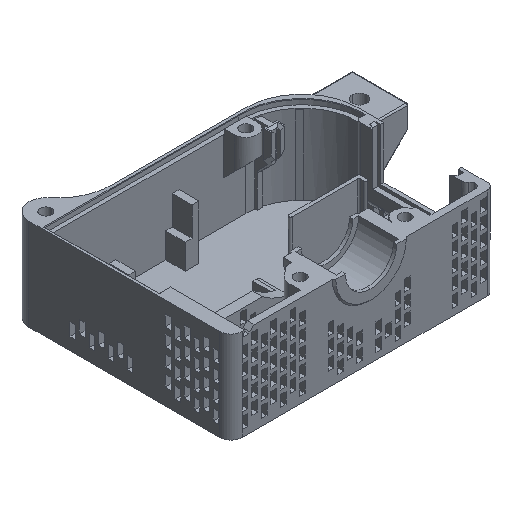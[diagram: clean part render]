
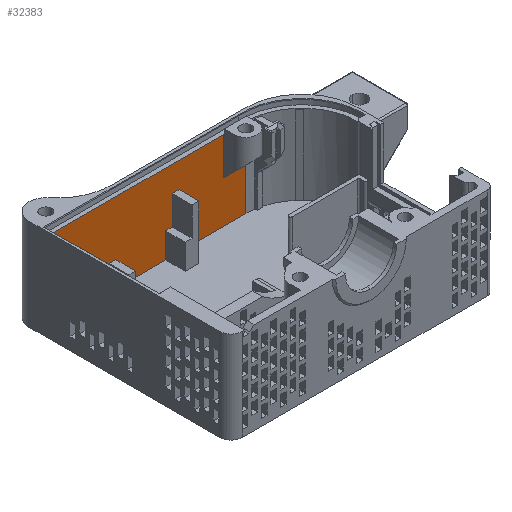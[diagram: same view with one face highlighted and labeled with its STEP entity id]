
A CAD part, isometric view. The second image highlights one B-rep face of the part: STEP entity #32383.
In plain terms, the highlighted planar face has unit normal (0, -1, 0).
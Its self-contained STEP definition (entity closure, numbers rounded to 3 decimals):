
#472 = DIRECTION ( 'NONE',  ( 0., 0., -1. ) ) ;
#498 = CARTESIAN_POINT ( 'NONE',  ( 14., 66., -15.3 ) ) ;
#635 = CARTESIAN_POINT ( 'NONE',  ( -6.55, 66., -21.35 ) ) ;
#919 = VECTOR ( 'NONE', #33574, 1000. ) ;
#1381 = VERTEX_POINT ( 'NONE', #635 ) ;
#1501 = EDGE_CURVE ( 'NONE', #6972, #5265, #25853, .T. ) ;
#1733 = VECTOR ( 'NONE', #14220, 1000. ) ;
#1899 = VECTOR ( 'NONE', #14189, 1000. ) ;
#2421 = EDGE_CURVE ( 'NONE', #10607, #31020, #24001, .T. ) ;
#2517 = VECTOR ( 'NONE', #25800, 1000. ) ;
#2761 = CARTESIAN_POINT ( 'NONE',  ( -44.45, 66., -21.35 ) ) ;
#2784 = ORIENTED_EDGE ( 'NONE', *, *, #23482, .T. ) ;
#5089 = ORIENTED_EDGE ( 'NONE', *, *, #22460, .F. ) ;
#5265 = VERTEX_POINT ( 'NONE', #8223 ) ;
#5546 = VERTEX_POINT ( 'NONE', #22989 ) ;
#5757 = VERTEX_POINT ( 'NONE', #22245 ) ;
#5764 = DIRECTION ( 'NONE',  ( 0., 0., -1. ) ) ;
#6064 = EDGE_CURVE ( 'NONE', #20639, #13631, #11206, .T. ) ;
#6190 = ORIENTED_EDGE ( 'NONE', *, *, #27230, .F. ) ;
#6398 = DIRECTION ( 'NONE',  ( 0., 0., -1. ) ) ;
#6410 = DIRECTION ( 'NONE',  ( 0., 0., -1. ) ) ;
#6544 = VECTOR ( 'NONE', #5764, 1000. ) ;
#6610 = CARTESIAN_POINT ( 'NONE',  ( -1.75, 66., -11. ) ) ;
#6646 = CARTESIAN_POINT ( 'NONE',  ( -6.55, 66., 0. ) ) ;
#6972 = VERTEX_POINT ( 'NONE', #6610 ) ;
#7376 = VECTOR ( 'NONE', #32285, 1000. ) ;
#7443 = CARTESIAN_POINT ( 'NONE',  ( -24.3, 66., -21.35 ) ) ;
#7544 = ORIENTED_EDGE ( 'NONE', *, *, #23762, .F. ) ;
#7675 = EDGE_CURVE ( 'NONE', #29890, #32217, #33141, .T. ) ;
#8095 = VECTOR ( 'NONE', #472, 1000. ) ;
#8223 = CARTESIAN_POINT ( 'NONE',  ( -1.75, 66., -30.3 ) ) ;
#8403 = LINE ( 'NONE', #30374, #8095 ) ;
#8522 = LINE ( 'NONE', #13757, #25671 ) ;
#8541 = EDGE_CURVE ( 'NONE', #5757, #17017, #30319, .T. ) ;
#9105 = CARTESIAN_POINT ( 'NONE',  ( 14., 66., 0. ) ) ;
#9222 = CARTESIAN_POINT ( 'NONE',  ( 0., 66., -30.3 ) ) ;
#9229 = DIRECTION ( 'NONE',  ( 0., 0., 1. ) ) ;
#10607 = VERTEX_POINT ( 'NONE', #19273 ) ;
#10765 = CARTESIAN_POINT ( 'NONE',  ( 22., 66., -15.3 ) ) ;
#10923 = ORIENTED_EDGE ( 'NONE', *, *, #13927, .F. ) ;
#11206 = LINE ( 'NONE', #33351, #25556 ) ;
#11243 = CARTESIAN_POINT ( 'NONE',  ( 0., 66., -15.3 ) ) ;
#11705 = CARTESIAN_POINT ( 'NONE',  ( -4.15, 66., 0. ) ) ;
#11844 = VECTOR ( 'NONE', #6410, 1000. ) ;
#11970 = EDGE_CURVE ( 'NONE', #1381, #10607, #25043, .T. ) ;
#12182 = VERTEX_POINT ( 'NONE', #32220 ) ;
#12278 = CARTESIAN_POINT ( 'NONE',  ( -46.85, 66., -1.9 ) ) ;
#12958 = CARTESIAN_POINT ( 'NONE',  ( -4.15, 66., -21.35 ) ) ;
#13481 = VERTEX_POINT ( 'NONE', #30075 ) ;
#13631 = VERTEX_POINT ( 'NONE', #15097 ) ;
#13757 = CARTESIAN_POINT ( 'NONE',  ( 0., 66., -21.35 ) ) ;
#13927 = EDGE_CURVE ( 'NONE', #12182, #5546, #8403, .T. ) ;
#13937 = VERTEX_POINT ( 'NONE', #10765 ) ;
#14173 = VECTOR ( 'NONE', #15126, 1000. ) ;
#14189 = DIRECTION ( 'NONE',  ( -1., 0., 0. ) ) ;
#14220 = DIRECTION ( 'NONE',  ( 0., 0., -1. ) ) ;
#14365 = ORIENTED_EDGE ( 'NONE', *, *, #1501, .T. ) ;
#14733 = FACE_OUTER_BOUND ( 'NONE', #24118, .T. ) ;
#14772 = VECTOR ( 'NONE', #6398, 1000. ) ;
#15097 = CARTESIAN_POINT ( 'NONE',  ( 14., 66., -1.9 ) ) ;
#15126 = DIRECTION ( 'NONE',  ( 0., 0., 1. ) ) ;
#15297 = CARTESIAN_POINT ( 'NONE',  ( -24.3, 66., -30.3 ) ) ;
#15626 = ORIENTED_EDGE ( 'NONE', *, *, #8541, .T. ) ;
#15757 = ORIENTED_EDGE ( 'NONE', *, *, #22992, .F. ) ;
#16138 = VECTOR ( 'NONE', #21697, 1000. ) ;
#16480 = VECTOR ( 'NONE', #32766, 1000. ) ;
#16547 = CARTESIAN_POINT ( 'NONE',  ( 0., 66., -11. ) ) ;
#16697 = CARTESIAN_POINT ( 'NONE',  ( -4.15, 66., -11. ) ) ;
#17017 = VERTEX_POINT ( 'NONE', #2761 ) ;
#17425 = CARTESIAN_POINT ( 'NONE',  ( 0., 66., 0. ) ) ;
#17859 = LINE ( 'NONE', #31548, #24356 ) ;
#18002 = LINE ( 'NONE', #29187, #14173 ) ;
#18743 = EDGE_CURVE ( 'NONE', #29890, #6972, #35653, .T. ) ;
#18757 = VECTOR ( 'NONE', #26083, 1000. ) ;
#19273 = CARTESIAN_POINT ( 'NONE',  ( -6.55, 66., -30.3 ) ) ;
#20322 = PLANE ( 'NONE',  #32544 ) ;
#20639 = VERTEX_POINT ( 'NONE', #12278 ) ;
#21595 = CARTESIAN_POINT ( 'NONE',  ( 22., 66., -15.3 ) ) ;
#21697 = DIRECTION ( 'NONE',  ( 1., 0., 0. ) ) ;
#22245 = CARTESIAN_POINT ( 'NONE',  ( -46.85, 66., -21.35 ) ) ;
#22460 = EDGE_CURVE ( 'NONE', #32217, #1381, #29501, .T. ) ;
#22593 = LINE ( 'NONE', #11243, #919 ) ;
#22737 = DIRECTION ( 'NONE',  ( 1., 0., 0. ) ) ;
#22987 = ORIENTED_EDGE ( 'NONE', *, *, #29213, .F. ) ;
#22989 = CARTESIAN_POINT ( 'NONE',  ( -26.7, 66., -30.3 ) ) ;
#22992 = EDGE_CURVE ( 'NONE', #13937, #25030, #32218, .T. ) ;
#23132 = VERTEX_POINT ( 'NONE', #498 ) ;
#23170 = ORIENTED_EDGE ( 'NONE', *, *, #11970, .F. ) ;
#23304 = CARTESIAN_POINT ( 'NONE',  ( 22., 66., -30.3 ) ) ;
#23482 = EDGE_CURVE ( 'NONE', #17017, #13481, #30903, .T. ) ;
#23518 = EDGE_CURVE ( 'NONE', #13631, #23132, #31080, .T. ) ;
#23762 = EDGE_CURVE ( 'NONE', #30322, #12182, #8522, .T. ) ;
#23871 = ORIENTED_EDGE ( 'NONE', *, *, #23518, .F. ) ;
#24001 = LINE ( 'NONE', #34985, #7376 ) ;
#24118 = EDGE_LOOP ( 'NONE', ( #30624, #29474, #15626, #2784, #33786, #10923, #7544, #6190, #30504, #23170, #5089, #27918, #29353, #14365, #22987, #15757, #35095, #23871 ) ) ;
#24356 = VECTOR ( 'NONE', #9229, 1000. ) ;
#24577 = CARTESIAN_POINT ( 'NONE',  ( 0., 66., -21.35 ) ) ;
#24581 = DIRECTION ( 'NONE',  ( -1., 0., 0. ) ) ;
#24662 = LINE ( 'NONE', #33105, #1899 ) ;
#25030 = VERTEX_POINT ( 'NONE', #23304 ) ;
#25043 = LINE ( 'NONE', #6646, #1733 ) ;
#25556 = VECTOR ( 'NONE', #22737, 1000. ) ;
#25671 = VECTOR ( 'NONE', #24581, 1000. ) ;
#25691 = CARTESIAN_POINT ( 'NONE',  ( -44.45, 66., 0. ) ) ;
#25800 = DIRECTION ( 'NONE',  ( -1., 0., 0. ) ) ;
#25853 = LINE ( 'NONE', #31067, #14772 ) ;
#26083 = DIRECTION ( 'NONE',  ( -1., 0., 0. ) ) ;
#26620 = CARTESIAN_POINT ( 'NONE',  ( 0., 66., -21.35 ) ) ;
#27230 = EDGE_CURVE ( 'NONE', #31020, #30322, #17859, .T. ) ;
#27918 = ORIENTED_EDGE ( 'NONE', *, *, #7675, .F. ) ;
#28603 = DIRECTION ( 'NONE',  ( 0., 1., 0. ) ) ;
#28655 = EDGE_CURVE ( 'NONE', #5546, #13481, #24662, .T. ) ;
#29187 = CARTESIAN_POINT ( 'NONE',  ( -46.85, 66., 0. ) ) ;
#29213 = EDGE_CURVE ( 'NONE', #25030, #5265, #34077, .T. ) ;
#29353 = ORIENTED_EDGE ( 'NONE', *, *, #18743, .T. ) ;
#29474 = ORIENTED_EDGE ( 'NONE', *, *, #33480, .F. ) ;
#29501 = LINE ( 'NONE', #26620, #18757 ) ;
#29890 = VERTEX_POINT ( 'NONE', #16697 ) ;
#30075 = CARTESIAN_POINT ( 'NONE',  ( -44.45, 66., -30.3 ) ) ;
#30255 = VECTOR ( 'NONE', #34145, 1000. ) ;
#30319 = LINE ( 'NONE', #24577, #16138 ) ;
#30322 = VERTEX_POINT ( 'NONE', #7443 ) ;
#30374 = CARTESIAN_POINT ( 'NONE',  ( -26.7, 66., 0. ) ) ;
#30504 = ORIENTED_EDGE ( 'NONE', *, *, #2421, .F. ) ;
#30624 = ORIENTED_EDGE ( 'NONE', *, *, #6064, .F. ) ;
#30903 = LINE ( 'NONE', #25691, #11844 ) ;
#31020 = VERTEX_POINT ( 'NONE', #15297 ) ;
#31067 = CARTESIAN_POINT ( 'NONE',  ( -1.75, 66., 0. ) ) ;
#31080 = LINE ( 'NONE', #9105, #30255 ) ;
#31295 = DIRECTION ( 'NONE',  ( 0., 0., -1. ) ) ;
#31389 = VECTOR ( 'NONE', #32567, 1000. ) ;
#31548 = CARTESIAN_POINT ( 'NONE',  ( -24.3, 66., 0. ) ) ;
#32217 = VERTEX_POINT ( 'NONE', #12958 ) ;
#32218 = LINE ( 'NONE', #21595, #31389 ) ;
#32220 = CARTESIAN_POINT ( 'NONE',  ( -26.7, 66., -21.35 ) ) ;
#32285 = DIRECTION ( 'NONE',  ( -1., 0., 0. ) ) ;
#32383 = ADVANCED_FACE ( 'NONE', ( #14733 ), #20322, .F. ) ;
#32544 = AXIS2_PLACEMENT_3D ( 'NONE', #17425, #28603, #31295 ) ;
#32552 = EDGE_CURVE ( 'NONE', #13937, #23132, #22593, .T. ) ;
#32567 = DIRECTION ( 'NONE',  ( 0., 0., -1. ) ) ;
#32766 = DIRECTION ( 'NONE',  ( 1., 0., 0. ) ) ;
#33105 = CARTESIAN_POINT ( 'NONE',  ( 0., 66., -30.3 ) ) ;
#33141 = LINE ( 'NONE', #11705, #6544 ) ;
#33351 = CARTESIAN_POINT ( 'NONE',  ( 0., 66., -1.9 ) ) ;
#33480 = EDGE_CURVE ( 'NONE', #5757, #20639, #18002, .T. ) ;
#33574 = DIRECTION ( 'NONE',  ( -1., 0., 0. ) ) ;
#33786 = ORIENTED_EDGE ( 'NONE', *, *, #28655, .F. ) ;
#34077 = LINE ( 'NONE', #9222, #2517 ) ;
#34145 = DIRECTION ( 'NONE',  ( 0., 0., -1. ) ) ;
#34985 = CARTESIAN_POINT ( 'NONE',  ( 0., 66., -30.3 ) ) ;
#35095 = ORIENTED_EDGE ( 'NONE', *, *, #32552, .T. ) ;
#35653 = LINE ( 'NONE', #16547, #16480 ) ;
